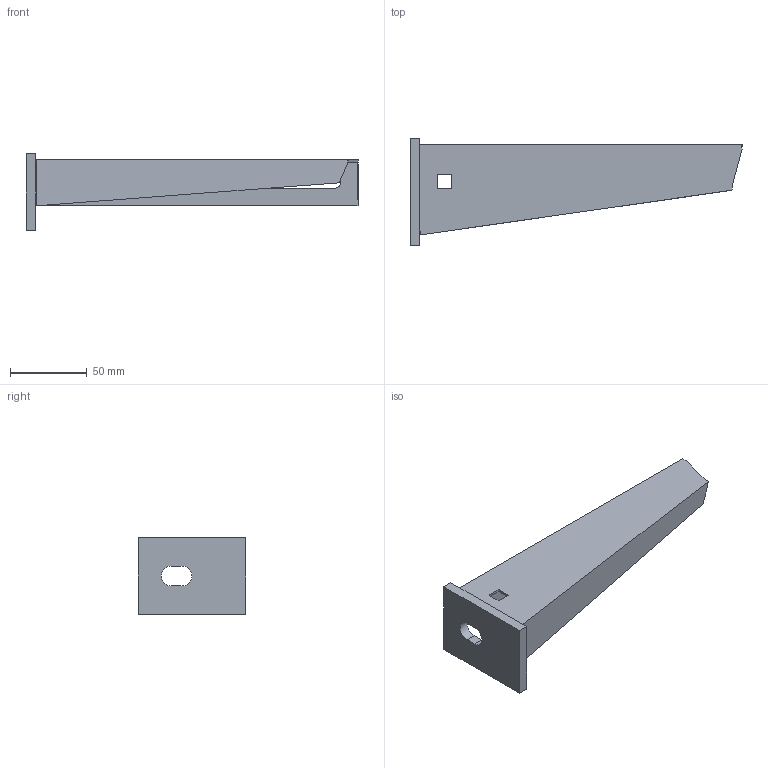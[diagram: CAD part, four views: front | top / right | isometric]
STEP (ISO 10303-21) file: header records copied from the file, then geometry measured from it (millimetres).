
FILE_DESCRIPTION (( 'STEP AP214' ), '1' );
FILE_NAME ('6443632.stp', '2020-09-21T12:11:16', ( '' ), ( '' ), 'SwSTEP 2.0', 'SolidWorks 2020', '' );
FILE_SCHEMA (( 'AUTOMOTIVE_DESIGN' ));
Length unit declared in the file: millimetre
Products named in the file (3): KTS 04.020-006_L=70, t=6,5, L.loch=13; 039726_Formteil AW-AS 30-210; 6443632
Assembly tree (2 placements, depth 2):
  6443632
    039726_Formteil AW-AS 30-210
    KTS 04.020-006_L=70, t=6,5, L.loch=13
Bounding box: 216.5 x 70 x 50 mm (x, y, z)
Volume: 48416.7 mm3; surface area: 46128.9 mm2
Topology: 2 solids, 2 shells, 48 faces, 132 edges, 88 vertices
Faces by surface type: plane 34, cylinder 12, bspline 2
Entity records: 1732 total; most frequent: CARTESIAN_POINT 389, ORIENTED_EDGE 264, DIRECTION 246, EDGE_CURVE 132, LINE 96, VECTOR 96, VERTEX_POINT 88, AXIS2_PLACEMENT_3D 75
